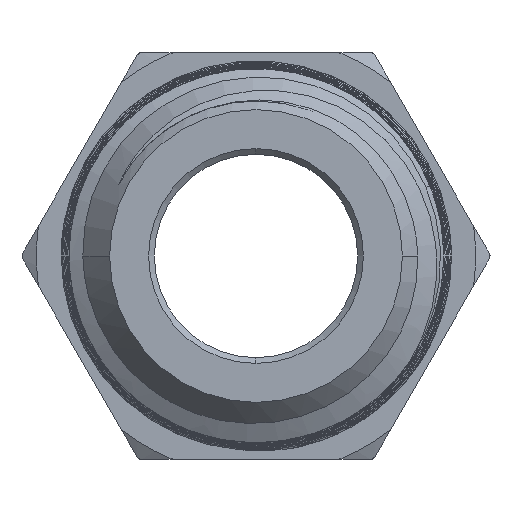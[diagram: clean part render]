
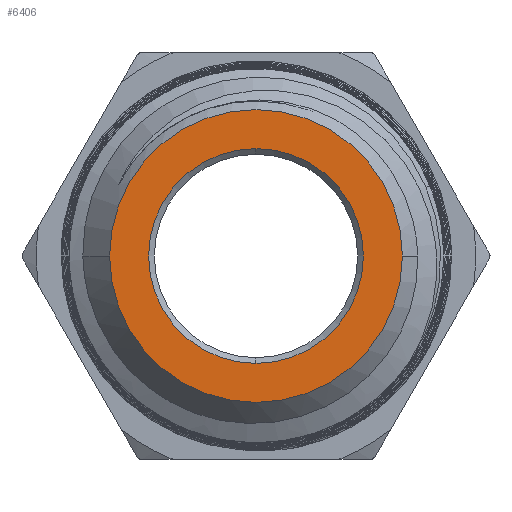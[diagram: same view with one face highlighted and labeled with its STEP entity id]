
A CAD part, left-side view. The second image highlights one B-rep face of the part: STEP entity #6406.
In plain terms, the highlighted planar face has unit normal (-1, 0, 0).
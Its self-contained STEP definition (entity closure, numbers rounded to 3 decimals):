
#1989=CARTESIAN_POINT('',(-17.65,0.,0.));
#1990=DIRECTION('',(1.,0.,0.));
#1991=DIRECTION('',(0.,-1.,0.));
#1992=AXIS2_PLACEMENT_3D('',#1989,#1990,#1991);
#1994=CARTESIAN_POINT('',(-17.65,0.,0.));
#1995=DIRECTION('',(1.,0.,0.));
#1996=DIRECTION('',(0.,1.,0.));
#1997=AXIS2_PLACEMENT_3D('',#1994,#1995,#1996);
#1999=CARTESIAN_POINT('',(-17.65,0.,0.));
#2000=DIRECTION('',(1.,0.,0.));
#2001=DIRECTION('',(0.,0.,1.));
#2002=AXIS2_PLACEMENT_3D('',#1999,#2000,#2001);
#2004=CARTESIAN_POINT('',(-17.65,0.,0.));
#2005=DIRECTION('',(1.,0.,0.));
#2006=DIRECTION('',(0.,0.,-1.));
#2007=AXIS2_PLACEMENT_3D('',#2004,#2005,#2006);
#4179=CARTESIAN_POINT('',(-17.65,-5.108,0.));
#4180=CARTESIAN_POINT('',(-17.65,5.108,0.));
#4181=VERTEX_POINT('',#4179);
#4182=VERTEX_POINT('',#4180);
#4191=CARTESIAN_POINT('',(-17.65,0.,3.75));
#4192=CARTESIAN_POINT('',(-17.65,0.,-3.75));
#4193=VERTEX_POINT('',#4191);
#4194=VERTEX_POINT('',#4192);
#6390=CARTESIAN_POINT('',(-17.65,0.,0.));
#6391=DIRECTION('',(1.,0.,0.));
#6392=DIRECTION('',(0.,-1.,0.));
#6393=AXIS2_PLACEMENT_3D('',#6390,#6391,#6392);
#6394=PLANE('',#6393);
#6396=ORIENTED_EDGE('',*,*,#6395,.T.);
#6398=ORIENTED_EDGE('',*,*,#6397,.T.);
#6399=EDGE_LOOP('',(#6396,#6398));
#6400=FACE_OUTER_BOUND('',#6399,.F.);
#6402=ORIENTED_EDGE('',*,*,#6401,.F.);
#6403=ORIENTED_EDGE('',*,*,#6380,.F.);
#6404=EDGE_LOOP('',(#6402,#6403));
#6405=FACE_BOUND('',#6404,.F.);
#1993=CIRCLE('',#1992,5.108);
#1998=CIRCLE('',#1997,5.108);
#2003=CIRCLE('',#2002,3.75);
#2008=CIRCLE('',#2007,3.75);
#6380=EDGE_CURVE('',#4194,#4193,#2008,.T.);
#6395=EDGE_CURVE('',#4181,#4182,#1993,.T.);
#6397=EDGE_CURVE('',#4182,#4181,#1998,.T.);
#6401=EDGE_CURVE('',#4193,#4194,#2003,.T.);
#6406=ADVANCED_FACE('',(#6400,#6405),#6394,.F.);
